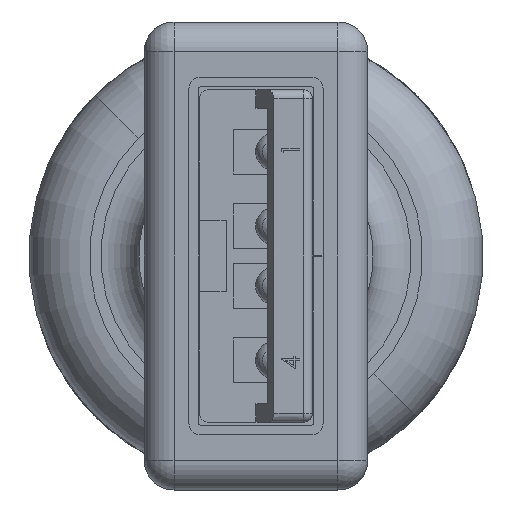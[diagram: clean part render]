
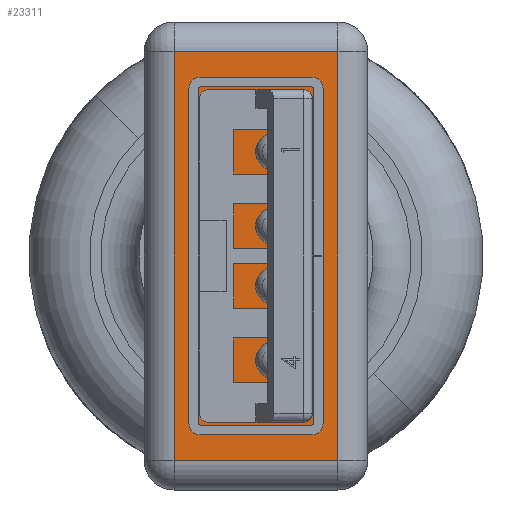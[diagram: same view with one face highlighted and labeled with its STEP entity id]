
A CAD part, left-side view. The second image highlights one B-rep face of the part: STEP entity #23311.
In plain terms, the highlighted face is planar.
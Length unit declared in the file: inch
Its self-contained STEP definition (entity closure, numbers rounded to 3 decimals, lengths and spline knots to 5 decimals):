
#780 = CARTESIAN_POINT ( 'NONE',  ( 0.26969, -0.10827, 0. ) ) ;
#1093 = VERTEX_POINT ( 'NONE', #10561 ) ;
#3634 = VERTEX_POINT ( 'NONE', #780 ) ;
#4513 = EDGE_CURVE ( 'NONE', #3634, #23217, #48228, .T. ) ;
#4981 = EDGE_CURVE ( 'NONE', #23217, #50761, #40699, .T. ) ;
#8416 = CARTESIAN_POINT ( 'NONE',  ( -0.30906, 0.14764, 0. ) ) ;
#8665 = ORIENTED_EDGE ( 'NONE', *, *, #40377, .T. ) ;
#8881 = EDGE_CURVE ( 'NONE', #50761, #1093, #50635, .T. ) ;
#10222 = FACE_OUTER_BOUND ( 'NONE', #32799, .T. ) ;
#10320 = ORIENTED_EDGE ( 'NONE', *, *, #4513, .T. ) ;
#10561 = CARTESIAN_POINT ( 'NONE',  ( 0.26969, 0.10827, 0. ) ) ;
#12561 = PLANE ( 'NONE',  #46059 ) ;
#14507 = DIRECTION ( 'NONE',  ( 0., 1., 0. ) ) ;
#16190 = DIRECTION ( 'NONE',  ( 1., 0., 0. ) ) ;
#19584 = VECTOR ( 'NONE', #46929, 39.37008 ) ;
#22613 = VECTOR ( 'NONE', #14507, 39.37008 ) ;
#23217 = VERTEX_POINT ( 'NONE', #32003 ) ;
#23311 = ADVANCED_FACE ( 'NONE', ( #10222 ), #12561, .F. ) ;
#27309 = VECTOR ( 'NONE', #33762, 39.37008 ) ;
#31392 = ORIENTED_EDGE ( 'NONE', *, *, #8881, .T. ) ;
#32003 = CARTESIAN_POINT ( 'NONE',  ( -0.26969, -0.10827, 0. ) ) ;
#32799 = EDGE_LOOP ( 'NONE', ( #31392, #8665, #10320, #38795 ) ) ;
#33762 = DIRECTION ( 'NONE',  ( 0., -1., 0. ) ) ;
#34827 = CARTESIAN_POINT ( 'NONE',  ( -0.26969, 0.14764, 0. ) ) ;
#35235 = CARTESIAN_POINT ( 'NONE',  ( -0.30906, -0.10827, 0. ) ) ;
#35527 = CARTESIAN_POINT ( 'NONE',  ( -0.26969, 0.10827, 0. ) ) ;
#35617 = VECTOR ( 'NONE', #48716, 39.37008 ) ;
#36175 = DIRECTION ( 'NONE',  ( 0., 0., 1. ) ) ;
#38795 = ORIENTED_EDGE ( 'NONE', *, *, #4981, .T. ) ;
#40377 = EDGE_CURVE ( 'NONE', #1093, #3634, #50317, .T. ) ;
#40699 = LINE ( 'NONE', #34827, #22613 ) ;
#41959 = CARTESIAN_POINT ( 'NONE',  ( 0.26969, 0.14764, 0. ) ) ;
#46059 = AXIS2_PLACEMENT_3D ( 'NONE', #8416, #36175, #16190 ) ;
#46929 = DIRECTION ( 'NONE',  ( -1., 0., 0. ) ) ;
#48228 = LINE ( 'NONE', #35235, #19584 ) ;
#48367 = CARTESIAN_POINT ( 'NONE',  ( 0.30906, 0.10827, 0. ) ) ;
#48716 = DIRECTION ( 'NONE',  ( 1., 0., 0. ) ) ;
#50317 = LINE ( 'NONE', #41959, #27309 ) ;
#50635 = LINE ( 'NONE', #48367, #35617 ) ;
#50761 = VERTEX_POINT ( 'NONE', #35527 ) ;
